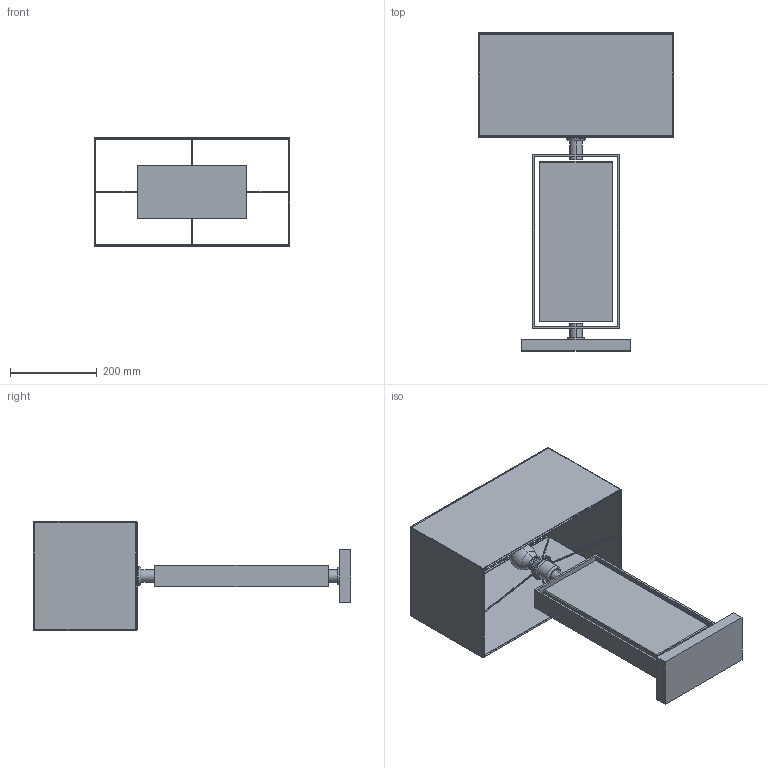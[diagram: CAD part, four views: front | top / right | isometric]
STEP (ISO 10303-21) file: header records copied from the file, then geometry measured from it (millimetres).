
FILE_DESCRIPTION (( 'STEP AP203' ), '1' );
FILE_NAME ('TM 22 TL._exported.step', '2025-02-09T07:40:11', ( '' ), ( '' ), 'SwSTEP 2.0', 'SolidWorks 2023', '' );
FILE_SCHEMA (( 'CONFIG_CONTROL_DESIGN' ));
Length unit declared in the file: millimetre
Products named in the file (1): TM 22 TL._exported
Bounding box: 450 x 732 x 250 mm (x, y, z)
Surface area: 1085265.2 mm2 (no closed solid volume)
Topology: 0 solids, 16 shells, 157 faces, 418 edges, 254 vertices
Faces by surface type: cylinder 71, plane 46, torus 16, bspline 16, sphere 6, cone 2
Entity records: 5653 total; most frequent: CARTESIAN_POINT 1872, DIRECTION 805, ORIENTED_EDGE 690, EDGE_CURVE 409, AXIS2_PLACEMENT_3D 304, VERTEX_POINT 251, VECTOR 197, LINE 197
